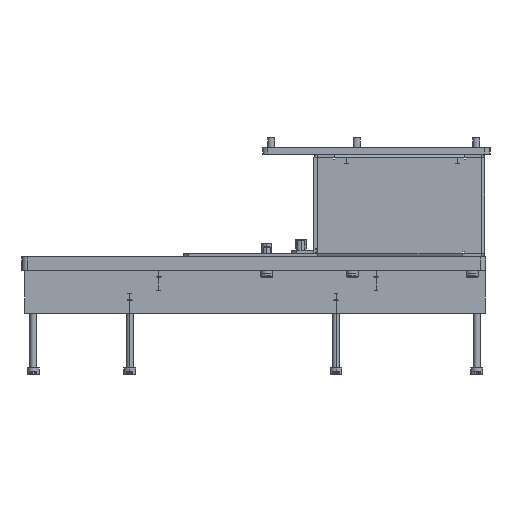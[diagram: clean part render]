
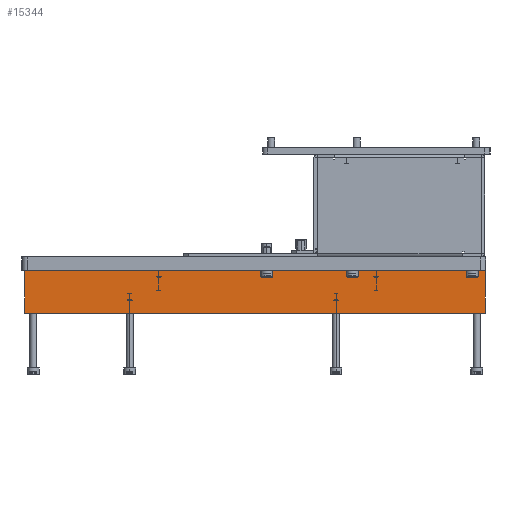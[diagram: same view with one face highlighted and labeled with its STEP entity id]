
A CAD part, left-side view. The second image highlights one B-rep face of the part: STEP entity #15344.
In plain terms, the highlighted face is planar.
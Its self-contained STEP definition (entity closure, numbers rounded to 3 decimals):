
#65 = ORIENTED_EDGE ( 'NONE', *, *, #11171, .T. ) ;
#245 = CARTESIAN_POINT ( 'NONE',  ( 4., -134.6, 12.5 ) ) ;
#998 = EDGE_CURVE ( 'NONE', #9297, #4591, #7102, .T. ) ;
#1096 = DIRECTION ( 'NONE',  ( 0., -1., 0. ) ) ;
#1195 = EDGE_CURVE ( 'NONE', #4591, #15291, #10796, .T. ) ;
#2102 = VECTOR ( 'NONE', #1096, 1000. ) ;
#2415 = DIRECTION ( 'NONE',  ( 0., -1., 0. ) ) ;
#2636 = CARTESIAN_POINT ( 'NONE',  ( 4., 134.6, -12.5 ) ) ;
#3122 = AXIS2_PLACEMENT_3D ( 'NONE', #17854, #11137, #3969 ) ;
#3969 = DIRECTION ( 'NONE',  ( 0., 0., 1. ) ) ;
#4591 = VERTEX_POINT ( 'NONE', #2636 ) ;
#5163 = CARTESIAN_POINT ( 'NONE',  ( 4., 134.6, -12.5 ) ) ;
#5668 = DIRECTION ( 'NONE',  ( 0., 0., -1. ) ) ;
#5879 = VECTOR ( 'NONE', #2415, 1000. ) ;
#7102 = LINE ( 'NONE', #16806, #15131 ) ;
#7159 = VERTEX_POINT ( 'NONE', #9974 ) ;
#7600 = ORIENTED_EDGE ( 'NONE', *, *, #998, .F. ) ;
#7932 = CARTESIAN_POINT ( 'NONE',  ( 4., 134.6, 12.5 ) ) ;
#8553 = DIRECTION ( 'NONE',  ( 0., 0., -1. ) ) ;
#9297 = VERTEX_POINT ( 'NONE', #7932 ) ;
#9310 = LINE ( 'NONE', #14833, #5879 ) ;
#9503 = FACE_OUTER_BOUND ( 'NONE', #13577, .T. ) ;
#9974 = CARTESIAN_POINT ( 'NONE',  ( 4., -134.6, 12.5 ) ) ;
#10176 = EDGE_CURVE ( 'NONE', #7159, #15291, #14101, .T. ) ;
#10796 = LINE ( 'NONE', #5163, #2102 ) ;
#11137 = DIRECTION ( 'NONE',  ( -1., 0., 0. ) ) ;
#11171 = EDGE_CURVE ( 'NONE', #9297, #7159, #9310, .T. ) ;
#11801 = CARTESIAN_POINT ( 'NONE',  ( 4., -134.6, -12.5 ) ) ;
#12569 = PLANE ( 'NONE',  #3122 ) ;
#13090 = VECTOR ( 'NONE', #5668, 1000. ) ;
#13475 = ORIENTED_EDGE ( 'NONE', *, *, #10176, .T. ) ;
#13577 = EDGE_LOOP ( 'NONE', ( #13475, #16750, #7600, #65 ) ) ;
#14101 = LINE ( 'NONE', #245, #13090 ) ;
#14833 = CARTESIAN_POINT ( 'NONE',  ( 4., 134.6, 12.5 ) ) ;
#15131 = VECTOR ( 'NONE', #8553, 1000. ) ;
#15291 = VERTEX_POINT ( 'NONE', #11801 ) ;
#15344 = ADVANCED_FACE ( 'NONE', ( #9503 ), #12569, .F. ) ;
#16750 = ORIENTED_EDGE ( 'NONE', *, *, #1195, .F. ) ;
#16806 = CARTESIAN_POINT ( 'NONE',  ( 4., 134.6, 12.5 ) ) ;
#17854 = CARTESIAN_POINT ( 'NONE',  ( 4., 134.6, 12.5 ) ) ;
